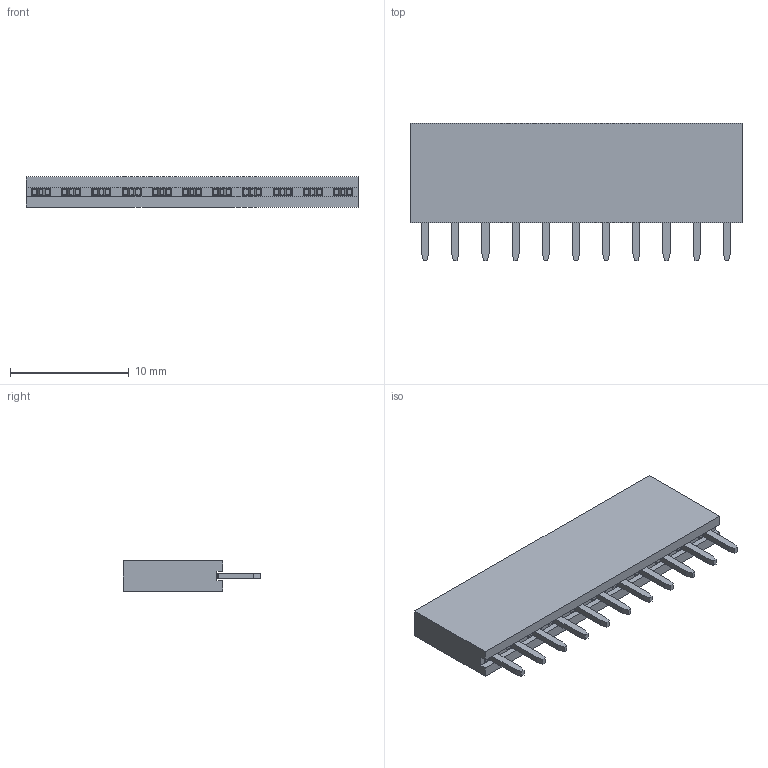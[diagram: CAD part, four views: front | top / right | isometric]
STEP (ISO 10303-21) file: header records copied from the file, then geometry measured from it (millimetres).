
FILE_DESCRIPTION((''),'2;1');
FILE_NAME('PBS-11.stp','2019-11-02T10:47:54',('Shuvalov'),(''),'Autodesk Inventor 2011','Autodesk Inventor 2011','');
FILE_SCHEMA(('CONFIG_CONTROL_DESIGN'));
Length unit declared in the file: millimetre
Products named in the file (1): PBS-11
Bounding box: 27.94 x 11.6 x 2.54 mm (x, y, z)
Volume: 547.4 mm3; surface area: 1046 mm2
Topology: 12 solids, 12 shells, 340 faces, 838 edges, 544 vertices
Faces by surface type: plane 296, cylinder 44
Entity records: 10088 total; most frequent: CARTESIAN_POINT 1723, ORIENTED_EDGE 1676, DIRECTION 1608, EDGE_CURVE 838, VECTOR 750, LINE 750, VERTEX_POINT 544, AXIS2_PLACEMENT_3D 429
